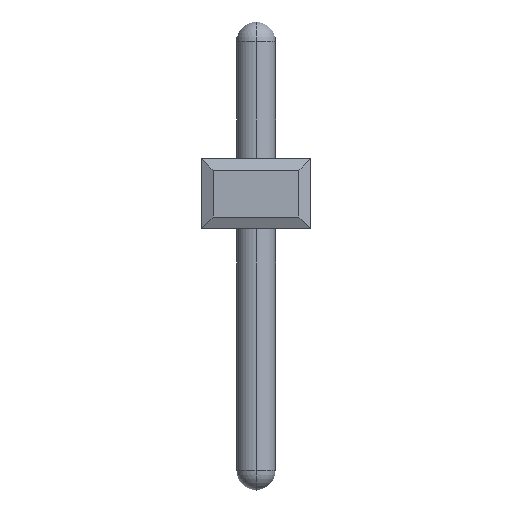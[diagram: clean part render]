
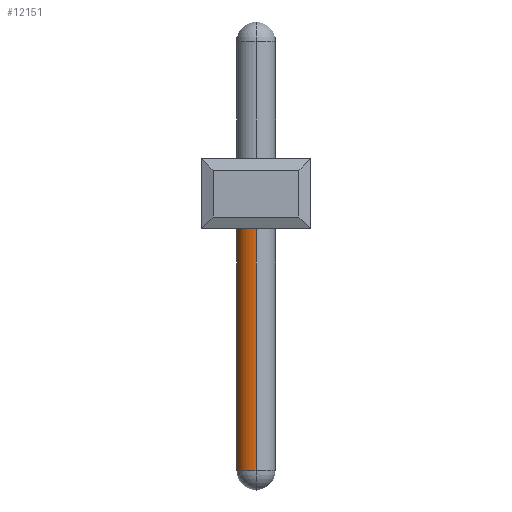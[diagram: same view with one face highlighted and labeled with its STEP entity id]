
A CAD part, front view. The second image highlights one B-rep face of the part: STEP entity #12151.
In plain terms, the highlighted cylindrical face has radius 0.5 mm (diameter 1 mm), a partial arc.
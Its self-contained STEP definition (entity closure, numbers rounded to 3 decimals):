
#4207=CARTESIAN_POINT('',(1.4,-47.25,0.2));
#4208=DIRECTION('',(0.,0.,1.));
#4209=DIRECTION('',(0.,1.,0.));
#4210=AXIS2_PLACEMENT_3D('',#4207,#4208,#4209);
#4221=CARTESIAN_POINT('',(1.4,-47.25,-6.2));
#4222=DIRECTION('',(0.,0.,1.));
#4223=DIRECTION('',(0.,1.,0.));
#4224=AXIS2_PLACEMENT_3D('',#4221,#4222,#4223);
#4226=DIRECTION('',(0.,0.,1.));
#4227=VECTOR('',#4226,6.4);
#4228=CARTESIAN_POINT('',(1.4,-46.75,-6.2));
#4229=LINE('',#4228,#4227);
#4235=DIRECTION('',(0.,0.,1.));
#4236=VECTOR('',#4235,6.4);
#4237=CARTESIAN_POINT('',(1.4,-47.75,-6.2));
#4238=LINE('',#4237,#4236);
#5390=CARTESIAN_POINT('',(1.4,-46.75,-6.2));
#5392=VERTEX_POINT('',#5390);
#5397=CARTESIAN_POINT('',(1.4,-47.75,-6.2));
#5398=VERTEX_POINT('',#5397);
#5401=CARTESIAN_POINT('',(1.4,-46.75,0.2));
#5402=CARTESIAN_POINT('',(1.4,-47.75,0.2));
#5403=VERTEX_POINT('',#5401);
#5404=VERTEX_POINT('',#5402);
#12137=CARTESIAN_POINT('',(1.4,-47.25,-7.3));
#12138=DIRECTION('',(0.,0.,1.));
#12139=DIRECTION('',(0.,1.,0.));
#12140=AXIS2_PLACEMENT_3D('',#12137,#12138,#12139);
#12141=CYLINDRICAL_SURFACE('',#12140,0.5);
#12142=ORIENTED_EDGE('',*,*,#12118,.T.);
#12144=ORIENTED_EDGE('',*,*,#12143,.F.);
#12146=ORIENTED_EDGE('',*,*,#12145,.F.);
#12148=ORIENTED_EDGE('',*,*,#12147,.T.);
#12149=EDGE_LOOP('',(#12142,#12144,#12146,#12148));
#12150=FACE_OUTER_BOUND('',#12149,.F.);
#12151=ADVANCED_FACE('',(#12150),#12141,.T.);
#4211=CIRCLE('',#4210,0.5);
#4225=CIRCLE('',#4224,0.5);
#12118=EDGE_CURVE('',#5403,#5404,#4211,.T.);
#12143=EDGE_CURVE('',#5398,#5404,#4238,.T.);
#12145=EDGE_CURVE('',#5392,#5398,#4225,.T.);
#12147=EDGE_CURVE('',#5392,#5403,#4229,.T.);
